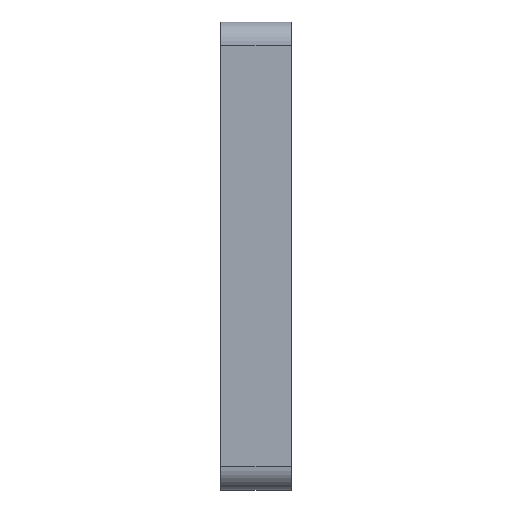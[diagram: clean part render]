
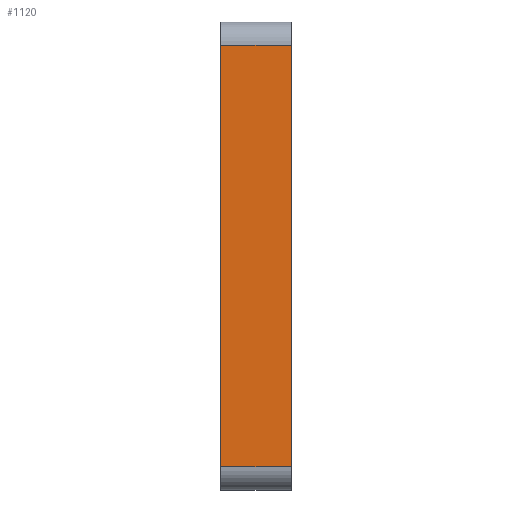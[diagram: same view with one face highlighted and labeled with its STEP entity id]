
A CAD part, left-side view. The second image highlights one B-rep face of the part: STEP entity #1120.
In plain terms, the highlighted planar face has unit normal (-1, 0, 0).
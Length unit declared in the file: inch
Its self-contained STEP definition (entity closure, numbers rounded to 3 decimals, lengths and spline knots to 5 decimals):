
#140 = ORIENTED_EDGE ( 'NONE', *, *, #1233, .F. ) ;
#156 = EDGE_CURVE ( 'NONE', #779, #699, #229, .T. ) ;
#167 = VECTOR ( 'NONE', #685, 39.37008 ) ;
#170 = CARTESIAN_POINT ( 'NONE',  ( -1.5, 0.375, 1.25 ) ) ;
#208 = VECTOR ( 'NONE', #756, 39.37008 ) ;
#229 = LINE ( 'NONE', #1070, #208 ) ;
#268 = LINE ( 'NONE', #909, #167 ) ;
#279 = AXIS2_PLACEMENT_3D ( 'NONE', #170, #1304, #668 ) ;
#308 = LINE ( 'NONE', #315, #1009 ) ;
#315 = CARTESIAN_POINT ( 'NONE',  ( -1.5, 0.375, 1.125 ) ) ;
#378 = LINE ( 'NONE', #894, #1158 ) ;
#459 = PLANE ( 'NONE',  #279 ) ;
#574 = FACE_OUTER_BOUND ( 'NONE', #902, .T. ) ;
#668 = DIRECTION ( 'NONE',  ( 0., 0., 1. ) ) ;
#685 = DIRECTION ( 'NONE',  ( 0., 1., 0. ) ) ;
#699 = VERTEX_POINT ( 'NONE', #1216 ) ;
#756 = DIRECTION ( 'NONE',  ( 0., 0., -1. ) ) ;
#779 = VERTEX_POINT ( 'NONE', #1350 ) ;
#794 = ORIENTED_EDGE ( 'NONE', *, *, #875, .T. ) ;
#820 = CARTESIAN_POINT ( 'NONE',  ( -1.5, 0.375, -1.125 ) ) ;
#874 = CARTESIAN_POINT ( 'NONE',  ( -1.5, 0.375, 1.125 ) ) ;
#875 = EDGE_CURVE ( 'NONE', #779, #1082, #308, .T. ) ;
#892 = VERTEX_POINT ( 'NONE', #820 ) ;
#894 = CARTESIAN_POINT ( 'NONE',  ( -1.5, 0.375, 1.25 ) ) ;
#902 = EDGE_LOOP ( 'NONE', ( #1122, #794, #1277, #140 ) ) ;
#909 = CARTESIAN_POINT ( 'NONE',  ( -1.5, 0.375, -1.125 ) ) ;
#1009 = VECTOR ( 'NONE', #1028, 39.37008 ) ;
#1028 = DIRECTION ( 'NONE',  ( 0., 1., 0. ) ) ;
#1070 = CARTESIAN_POINT ( 'NONE',  ( -1.5, 0., 1.25 ) ) ;
#1082 = VERTEX_POINT ( 'NONE', #874 ) ;
#1120 = ADVANCED_FACE ( 'NONE', ( #574 ), #459, .T. ) ;
#1122 = ORIENTED_EDGE ( 'NONE', *, *, #156, .F. ) ;
#1158 = VECTOR ( 'NONE', #1319, 39.37008 ) ;
#1216 = CARTESIAN_POINT ( 'NONE',  ( -1.5, 0., -1.125 ) ) ;
#1221 = EDGE_CURVE ( 'NONE', #1082, #892, #378, .T. ) ;
#1233 = EDGE_CURVE ( 'NONE', #699, #892, #268, .T. ) ;
#1277 = ORIENTED_EDGE ( 'NONE', *, *, #1221, .T. ) ;
#1304 = DIRECTION ( 'NONE',  ( -1., 0., 0. ) ) ;
#1319 = DIRECTION ( 'NONE',  ( 0., 0., -1. ) ) ;
#1350 = CARTESIAN_POINT ( 'NONE',  ( -1.5, 0., 1.125 ) ) ;
